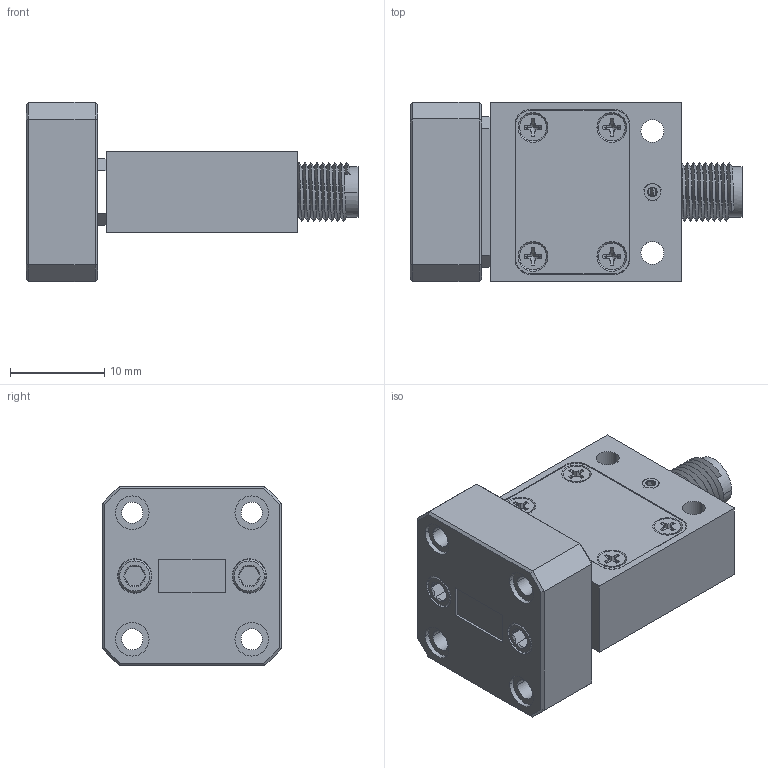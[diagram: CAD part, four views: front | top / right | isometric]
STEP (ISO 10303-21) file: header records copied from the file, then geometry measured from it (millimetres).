
FILE_DESCRIPTION (( 'STEP AP203' ), '1' );
FILE_NAME ('SFP-223403205-28SF-S1 Defeatured.STEP', '2018-08-10T19:43:35', ( '' ), ( '' ), 'SwSTEP 2.0', 'SolidWorks 2016', '' );
FILE_SCHEMA (( 'CONFIG_CONTROL_DESIGN' ));
Length unit declared in the file: inch
Products named in the file (1): SFP-223403205-28SF-S1 Defeatured
Bounding box: 35.31 x 19.05 x 19.05 mm (x, y, z)
Surface area: 3861.5 mm2 (no closed solid volume)
Topology: 0 solids, 13 shells, 287 faces, 790 edges, 520 vertices
Faces by surface type: plane 149, cylinder 85, cone 51, bspline 2
Entity records: 10407 total; most frequent: CARTESIAN_POINT 3383, ORIENTED_EDGE 1453, DIRECTION 1377, EDGE_CURVE 782, VERTEX_POINT 520, AXIS2_PLACEMENT_3D 497, VECTOR 383, LINE 383
